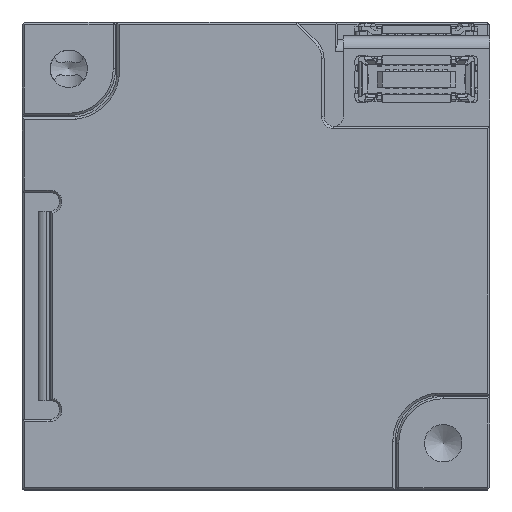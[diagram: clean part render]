
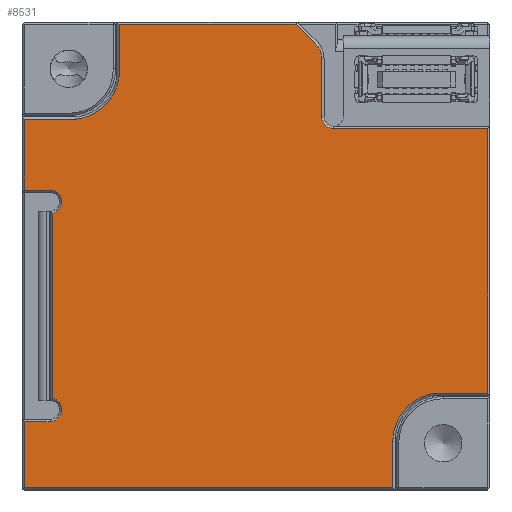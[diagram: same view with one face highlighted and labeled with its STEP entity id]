
A CAD part, front view. The second image highlights one B-rep face of the part: STEP entity #8531.
In plain terms, the highlighted planar face has unit normal (0, -1, 0).
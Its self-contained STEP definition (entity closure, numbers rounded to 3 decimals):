
#8531=ADVANCED_FACE('',(#10867),#9841,.F.);
#9841=PLANE('',#33907);
#10867=FACE_OUTER_BOUND('',#12230,.T.);
#12230=EDGE_LOOP('',(#15106,#15107,#15108,#15109,#15110,#15111,#15112,#15113,
#15114,#15115,#15116,#15117,#15118,#15119,#15120,#15121,#15122,#15123,#15124,
#15125,#15126));
#13626=CIRCLE('',#33902,2.08);
#13627=CIRCLE('',#33903,0.5);
#13628=CIRCLE('',#33904,2.08);
#13629=CIRCLE('',#33905,0.5);
#13630=CIRCLE('',#33906,0.5);
#14192=B_SPLINE_CURVE_WITH_KNOTS('',3,(#43869,#43870,#43871,#43872),
 .UNSPECIFIED.,.F.,.F.,(4,4),(0.,1.),.UNSPECIFIED.);
#15106=ORIENTED_EDGE('',*,*,#24493,.T.);
#15107=ORIENTED_EDGE('',*,*,#24494,.T.);
#15108=ORIENTED_EDGE('',*,*,#24495,.T.);
#15109=ORIENTED_EDGE('',*,*,#24496,.T.);
#15110=ORIENTED_EDGE('',*,*,#24497,.T.);
#15111=ORIENTED_EDGE('',*,*,#24498,.T.);
#15112=ORIENTED_EDGE('',*,*,#24499,.T.);
#15113=ORIENTED_EDGE('',*,*,#24500,.T.);
#15114=ORIENTED_EDGE('',*,*,#24501,.T.);
#15115=ORIENTED_EDGE('',*,*,#24502,.T.);
#15116=ORIENTED_EDGE('',*,*,#24503,.T.);
#15117=ORIENTED_EDGE('',*,*,#24504,.T.);
#15118=ORIENTED_EDGE('',*,*,#24505,.T.);
#15119=ORIENTED_EDGE('',*,*,#24506,.T.);
#15120=ORIENTED_EDGE('',*,*,#24507,.T.);
#15121=ORIENTED_EDGE('',*,*,#24508,.T.);
#15122=ORIENTED_EDGE('',*,*,#24509,.T.);
#15123=ORIENTED_EDGE('',*,*,#24510,.T.);
#15124=ORIENTED_EDGE('',*,*,#24511,.T.);
#15125=ORIENTED_EDGE('',*,*,#24512,.T.);
#15126=ORIENTED_EDGE('',*,*,#24513,.T.);
#21910=VERTEX_POINT('',#43857);
#21911=VERTEX_POINT('',#43858);
#21912=VERTEX_POINT('',#43860);
#21913=VERTEX_POINT('',#43862);
#21914=VERTEX_POINT('',#43864);
#21915=VERTEX_POINT('',#43866);
#21916=VERTEX_POINT('',#43868);
#21917=VERTEX_POINT('',#43873);
#21918=VERTEX_POINT('',#43875);
#21919=VERTEX_POINT('',#43877);
#21920=VERTEX_POINT('',#43879);
#21921=VERTEX_POINT('',#43881);
#21922=VERTEX_POINT('',#43883);
#21923=VERTEX_POINT('',#43885);
#21924=VERTEX_POINT('',#43887);
#21925=VERTEX_POINT('',#43889);
#21926=VERTEX_POINT('',#43891);
#21927=VERTEX_POINT('',#43893);
#21928=VERTEX_POINT('',#43895);
#21929=VERTEX_POINT('',#43897);
#21930=VERTEX_POINT('',#43899);
#24493=EDGE_CURVE('',#21910,#21911,#13626,.T.);
#24494=EDGE_CURVE('',#21911,#21912,#28076,.T.);
#24495=EDGE_CURVE('',#21912,#21913,#28077,.T.);
#24496=EDGE_CURVE('',#21913,#21914,#28078,.T.);
#24497=EDGE_CURVE('',#21914,#21915,#13627,.T.);
#24498=EDGE_CURVE('',#21915,#21916,#28079,.T.);
#24499=EDGE_CURVE('',#21916,#21917,#14192,.T.);
#24500=EDGE_CURVE('',#21917,#21918,#28080,.T.);
#24501=EDGE_CURVE('',#21918,#21919,#28081,.T.);
#24502=EDGE_CURVE('',#21919,#21920,#28082,.T.);
#24503=EDGE_CURVE('',#21920,#21921,#13628,.T.);
#24504=EDGE_CURVE('',#21921,#21922,#28083,.T.);
#24505=EDGE_CURVE('',#21922,#21923,#28084,.T.);
#24506=EDGE_CURVE('',#21923,#21924,#28085,.T.);
#24507=EDGE_CURVE('',#21924,#21925,#13629,.T.);
#24508=EDGE_CURVE('',#21925,#21926,#28086,.T.);
#24509=EDGE_CURVE('',#21926,#21927,#13630,.T.);
#24510=EDGE_CURVE('',#21927,#21928,#28087,.T.);
#24511=EDGE_CURVE('',#21928,#21929,#28088,.T.);
#24512=EDGE_CURVE('',#21929,#21930,#28089,.T.);
#24513=EDGE_CURVE('',#21930,#21910,#28090,.T.);
#28076=LINE('',#43859,#31042);
#28077=LINE('',#43861,#31043);
#28078=LINE('',#43863,#31044);
#28079=LINE('',#43867,#31045);
#28080=LINE('',#43874,#31046);
#28081=LINE('',#43876,#31047);
#28082=LINE('',#43878,#31048);
#28083=LINE('',#43882,#31049);
#28084=LINE('',#43884,#31050);
#28085=LINE('',#43886,#31051);
#28086=LINE('',#43890,#31052);
#28087=LINE('',#43894,#31053);
#28088=LINE('',#43896,#31054);
#28089=LINE('',#43898,#31055);
#28090=LINE('',#43900,#31056);
#31042=VECTOR('',#36628,1.);
#31043=VECTOR('',#36629,1.);
#31044=VECTOR('',#36630,1.);
#31045=VECTOR('',#36633,1.);
#31046=VECTOR('',#36634,1.);
#31047=VECTOR('',#36635,1.);
#31048=VECTOR('',#36636,1.);
#31049=VECTOR('',#36639,1.);
#31050=VECTOR('',#36640,1.);
#31051=VECTOR('',#36641,1.);
#31052=VECTOR('',#36644,1.);
#31053=VECTOR('',#36647,1.);
#31054=VECTOR('',#36648,1.);
#31055=VECTOR('',#36649,1.);
#31056=VECTOR('',#36650,1.);
#33902=AXIS2_PLACEMENT_3D('',#43856,#36626,#36627);
#33903=AXIS2_PLACEMENT_3D('',#43865,#36631,#36632);
#33904=AXIS2_PLACEMENT_3D('',#43880,#36637,#36638);
#33905=AXIS2_PLACEMENT_3D('',#43888,#36642,#36643);
#33906=AXIS2_PLACEMENT_3D('',#43892,#36645,#36646);
#33907=AXIS2_PLACEMENT_3D('',#43901,#36651,#36652);
#36626=DIRECTION('',(0.,1.,0.));
#36627=DIRECTION('',(0.,0.,1.));
#36628=DIRECTION('',(1.,0.,0.));
#36629=DIRECTION('',(0.,0.,1.));
#36630=DIRECTION('',(-1.,0.,0.));
#36631=DIRECTION('',(0.,1.,0.));
#36632=DIRECTION('',(0.,0.,1.));
#36633=DIRECTION('',(0.,0.,1.));
#36634=DIRECTION('',(-0.707,0.,0.707));
#36635=DIRECTION('',(-1.,0.,0.));
#36636=DIRECTION('',(0.,0.,-1.));
#36637=DIRECTION('',(0.,1.,0.));
#36638=DIRECTION('',(0.,0.,1.));
#36639=DIRECTION('',(-1.,0.,0.));
#36640=DIRECTION('',(0.,0.,-1.));
#36641=DIRECTION('',(1.,0.,0.));
#36642=DIRECTION('',(0.,1.,0.));
#36643=DIRECTION('',(0.,0.,1.));
#36644=DIRECTION('',(0.,0.,-1.));
#36645=DIRECTION('',(0.,1.,0.));
#36646=DIRECTION('',(0.,0.,1.));
#36647=DIRECTION('',(-1.,0.,0.));
#36648=DIRECTION('',(0.,0.,-1.));
#36649=DIRECTION('',(1.,0.,0.));
#36650=DIRECTION('',(0.,0.,1.));
#36651=DIRECTION('',(0.,1.,0.));
#36652=DIRECTION('',(0.,0.,1.));
#43856=CARTESIAN_POINT('',(7.927,-3.514,-7.926));
#43857=CARTESIAN_POINT('',(5.847,-3.514,-7.926));
#43858=CARTESIAN_POINT('',(7.647,-3.514,-5.865));
#43859=CARTESIAN_POINT('',(9.9,-3.514,-5.865));
#43860=CARTESIAN_POINT('',(9.9,-3.514,-5.865));
#43861=CARTESIAN_POINT('',(9.9,-3.514,5.545));
#43862=CARTESIAN_POINT('',(9.9,-3.514,5.445));
#43863=CARTESIAN_POINT('',(3.307,-3.514,5.445));
#43864=CARTESIAN_POINT('',(3.307,-3.514,5.445));
#43865=CARTESIAN_POINT('',(3.307,-3.514,5.945));
#43866=CARTESIAN_POINT('',(2.807,-3.514,5.945));
#43867=CARTESIAN_POINT('',(2.807,-3.514,8.44));
#43868=CARTESIAN_POINT('',(2.807,-3.514,8.44));
#43869=CARTESIAN_POINT('',(2.807,-3.514,8.44));
#43870=CARTESIAN_POINT('',(2.807,-3.514,8.689));
#43871=CARTESIAN_POINT('',(2.719,-3.514,8.901));
#43872=CARTESIAN_POINT('',(2.543,-3.514,9.077));
#43873=CARTESIAN_POINT('',(2.543,-3.514,9.077));
#43874=CARTESIAN_POINT('',(1.69,-3.514,9.929));
#43875=CARTESIAN_POINT('',(1.72,-3.514,9.9));
#43876=CARTESIAN_POINT('',(-5.949,-3.514,9.9));
#43877=CARTESIAN_POINT('',(-5.849,-3.514,9.9));
#43878=CARTESIAN_POINT('',(-5.849,-3.514,7.663));
#43879=CARTESIAN_POINT('',(-5.849,-3.514,7.657));
#43880=CARTESIAN_POINT('',(-7.913,-3.514,7.914));
#43881=CARTESIAN_POINT('',(-7.696,-3.514,5.845));
#43882=CARTESIAN_POINT('',(-10.,-3.514,5.845));
#43883=CARTESIAN_POINT('',(-9.9,-3.514,5.845));
#43884=CARTESIAN_POINT('',(-9.9,-3.514,2.714));
#43885=CARTESIAN_POINT('',(-9.9,-3.514,2.814));
#43886=CARTESIAN_POINT('',(-8.8,-3.514,2.814));
#43887=CARTESIAN_POINT('',(-8.8,-3.514,2.814));
#43888=CARTESIAN_POINT('',(-8.8,-3.514,2.314));
#43889=CARTESIAN_POINT('',(-8.7,-3.514,1.824));
#43890=CARTESIAN_POINT('',(-8.7,-3.514,-6.176));
#43891=CARTESIAN_POINT('',(-8.7,-3.514,-6.086));
#43892=CARTESIAN_POINT('',(-8.8,-3.514,-6.576));
#43893=CARTESIAN_POINT('',(-8.8,-3.514,-7.076));
#43894=CARTESIAN_POINT('',(-10.,-3.514,-7.076));
#43895=CARTESIAN_POINT('',(-9.9,-3.514,-7.076));
#43896=CARTESIAN_POINT('',(-9.9,-3.514,-10.));
#43897=CARTESIAN_POINT('',(-9.9,-3.514,-9.9));
#43898=CARTESIAN_POINT('',(5.947,-3.514,-9.9));
#43899=CARTESIAN_POINT('',(5.847,-3.514,-9.9));
#43900=CARTESIAN_POINT('',(5.847,-3.514,-7.926));
#43901=CARTESIAN_POINT('',(7.927,-3.514,-7.926));
